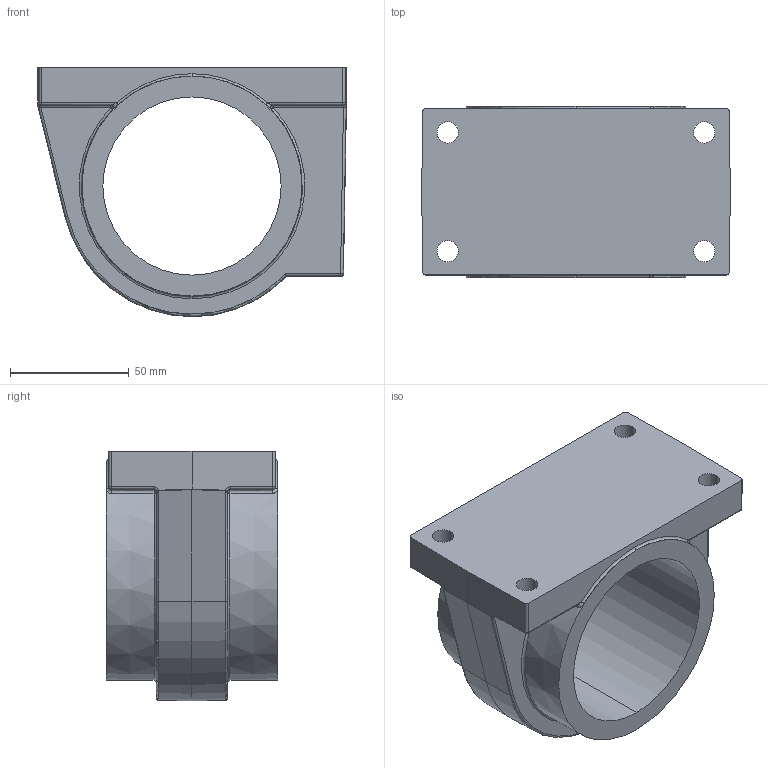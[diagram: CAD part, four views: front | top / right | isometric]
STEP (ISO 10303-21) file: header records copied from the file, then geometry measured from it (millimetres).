
FILE_DESCRIPTION (( 'STEP AP203' ), '1' );
FILE_NAME ('../0300_3-D-Daten/KGG65-50.step', '2021-12-20T19:24:51', ( '' ), ( '' ), 'SwSTEP 2.0', 'SolidWorks 2021', '' );
FILE_SCHEMA (( 'CONFIG_CONTROL_DESIGN' ));
Length unit declared in the file: millimetre
Products named in the file (1): ../0300_3-D-Daten/KGG65-50
Bounding box: 129.98 x 72 x 105 mm (x, y, z)
Volume: 370657.9 mm3; surface area: 62966.8 mm2
Topology: 1 solids, 1 shells, 114 faces, 263 edges, 149 vertices
Faces by surface type: cylinder 44, plane 25, bspline 16, sphere 12, torus 10, cone 7
Entity records: 3667 total; most frequent: CARTESIAN_POINT 1107, DIRECTION 538, ORIENTED_EDGE 514, EDGE_CURVE 257, AXIS2_PLACEMENT_3D 224, VERTEX_POINT 149, EDGE_LOOP 128, CIRCLE 125
